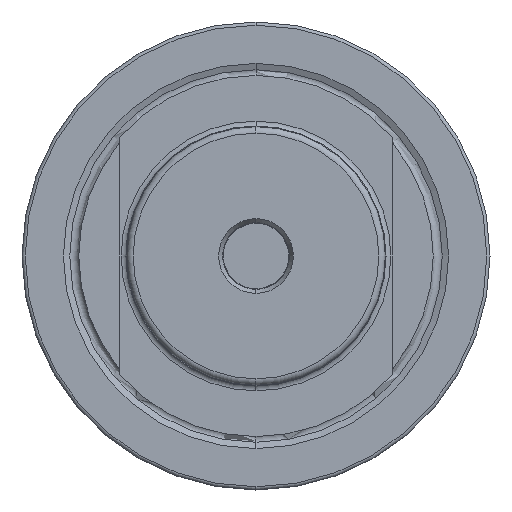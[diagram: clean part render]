
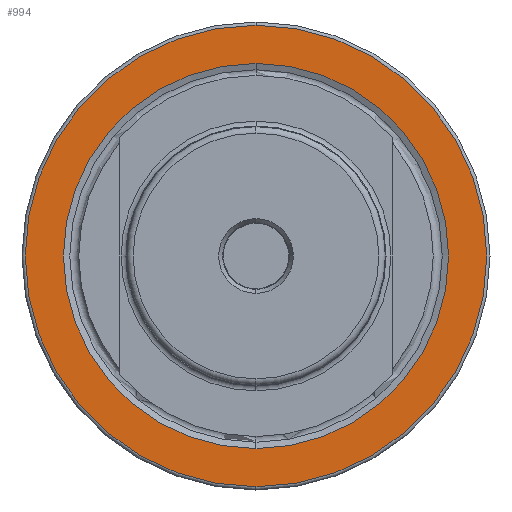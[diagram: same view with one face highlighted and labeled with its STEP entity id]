
A CAD part, left-side view. The second image highlights one B-rep face of the part: STEP entity #994.
In plain terms, the highlighted planar face has unit normal (-1, 0, 0).
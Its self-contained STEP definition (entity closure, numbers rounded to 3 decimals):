
#3 = VERTEX_POINT ( 'NONE', #4660 ) ;
#36 = CARTESIAN_POINT ( 'NONE',  ( 40., 0., 0. ) ) ;
#323 = AXIS2_PLACEMENT_3D ( 'NONE', #1888, #4021, #919 ) ;
#466 = DIRECTION ( 'NONE',  ( 0., 0., 1. ) ) ;
#846 = CARTESIAN_POINT ( 'NONE',  ( 40., 0., 0. ) ) ;
#919 = DIRECTION ( 'NONE',  ( 0., 0., -1. ) ) ;
#994 = ADVANCED_FACE ( 'NONE', ( #3976, #4382 ), #6647, .F. ) ;
#1478 = DIRECTION ( 'NONE',  ( 0., 0., 1. ) ) ;
#1643 = ORIENTED_EDGE ( 'NONE', *, *, #1745, .T. ) ;
#1745 = EDGE_CURVE ( 'NONE', #3, #5182, #5244, .T. ) ;
#1888 = CARTESIAN_POINT ( 'NONE',  ( 40., 0., 29.626 ) ) ;
#2095 = DIRECTION ( 'NONE',  ( -1., 0., 0. ) ) ;
#2818 = VERTEX_POINT ( 'NONE', #4294 ) ;
#2941 = VERTEX_POINT ( 'NONE', #3782 ) ;
#2982 = DIRECTION ( 'NONE',  ( -1., 0., 0. ) ) ;
#3025 = CARTESIAN_POINT ( 'NONE',  ( 40., 0., 0. ) ) ;
#3039 = ORIENTED_EDGE ( 'NONE', *, *, #4967, .F. ) ;
#3139 = DIRECTION ( 'NONE',  ( 0., 0., 1. ) ) ;
#3140 = EDGE_LOOP ( 'NONE', ( #1643, #6414 ) ) ;
#3418 = ORIENTED_EDGE ( 'NONE', *, *, #5552, .F. ) ;
#3461 = DIRECTION ( 'NONE',  ( -1., 0., 0. ) ) ;
#3503 = DIRECTION ( 'NONE',  ( 0., 0., 1. ) ) ;
#3782 = CARTESIAN_POINT ( 'NONE',  ( 40., 0., -29.626 ) ) ;
#3976 = FACE_BOUND ( 'NONE', #5916, .T. ) ;
#4021 = DIRECTION ( 'NONE',  ( 1., 0., 0. ) ) ;
#4212 = AXIS2_PLACEMENT_3D ( 'NONE', #3025, #2982, #3503 ) ;
#4294 = CARTESIAN_POINT ( 'NONE',  ( 40., 0., 29.626 ) ) ;
#4382 = FACE_OUTER_BOUND ( 'NONE', #3140, .T. ) ;
#4408 = AXIS2_PLACEMENT_3D ( 'NONE', #36, #2095, #3139 ) ;
#4660 = CARTESIAN_POINT ( 'NONE',  ( 40., 0., 35.5 ) ) ;
#4967 = EDGE_CURVE ( 'NONE', #2941, #2818, #6028, .T. ) ;
#5182 = VERTEX_POINT ( 'NONE', #5248 ) ;
#5244 = CIRCLE ( 'NONE', #4212, 35.5 ) ;
#5248 = CARTESIAN_POINT ( 'NONE',  ( 40., 0., -35.5 ) ) ;
#5279 = CIRCLE ( 'NONE', #4408, 35.5 ) ;
#5552 = EDGE_CURVE ( 'NONE', #2818, #2941, #6680, .T. ) ;
#5668 = CARTESIAN_POINT ( 'NONE',  ( 40., 0., 0. ) ) ;
#5863 = AXIS2_PLACEMENT_3D ( 'NONE', #846, #3461, #1478 ) ;
#5916 = EDGE_LOOP ( 'NONE', ( #3418, #3039 ) ) ;
#6028 = CIRCLE ( 'NONE', #6281, 29.626 ) ;
#6188 = DIRECTION ( 'NONE',  ( -1., 0., 0. ) ) ;
#6247 = EDGE_CURVE ( 'NONE', #5182, #3, #5279, .T. ) ;
#6281 = AXIS2_PLACEMENT_3D ( 'NONE', #5668, #6188, #466 ) ;
#6414 = ORIENTED_EDGE ( 'NONE', *, *, #6247, .T. ) ;
#6647 = PLANE ( 'NONE',  #323 ) ;
#6680 = CIRCLE ( 'NONE', #5863, 29.626 ) ;
